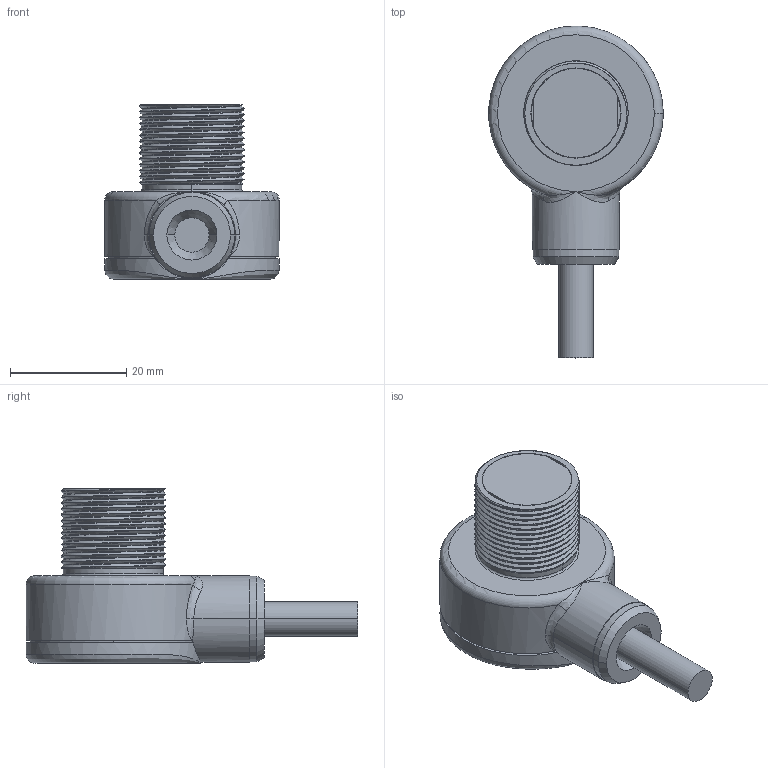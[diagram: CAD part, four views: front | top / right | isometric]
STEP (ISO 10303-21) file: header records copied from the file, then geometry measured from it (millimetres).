
FILE_DESCRIPTION((''),'2;1');
FILE_NAME('155304_SW','2010-12-03T',('banengservice'),('BANNER ENGINEERING'),'PRO/ENGINEER BY PARAMETRIC TECHNOLOGY CORPORATION, 2009141','PRO/ENGINEER BY PARAMETRIC TECHNOLOGY CORPORATION, 2009141','');
FILE_SCHEMA(('CONFIG_CONTROL_DESIGN'));
Length unit declared in the file: inch
Products named in the file (1): 155304_SW
Bounding box: 30.05 x 57.2 x 30.14 mm (x, y, z)
Volume: 7573.9 mm3; surface area: 11542.1 mm2
Topology: 2 solids, 3 shells, 279 faces, 706 edges, 444 vertices
Faces by surface type: cylinder 107, plane 102, torus 22, bspline 20, cone 16, extrusion 6, sphere 4, revolution 2
Entity records: 18923 total; most frequent: CARTESIAN_POINT 12308, ORIENTED_EDGE 1400, DIRECTION 1323, EDGE_CURVE 700, AXIS2_PLACEMENT_3D 497, VERTEX_POINT 444, VECTOR 327, LINE 321
